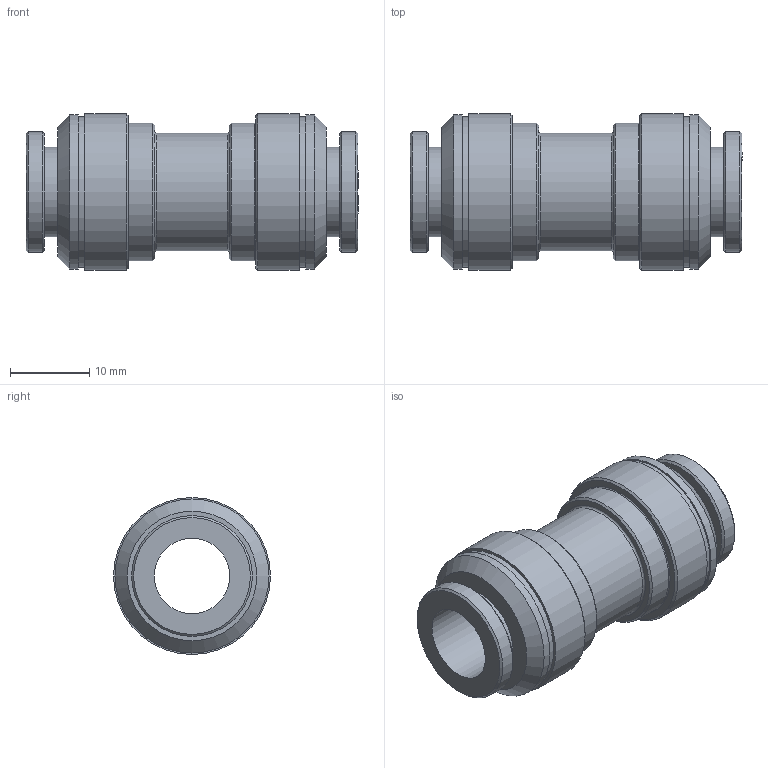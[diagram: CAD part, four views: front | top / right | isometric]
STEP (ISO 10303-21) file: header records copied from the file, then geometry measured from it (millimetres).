
FILE_DESCRIPTION(/* description */ (''),/* implementation_level */ '2;1');
FILE_NAME(/* name */ '0.375_PushCoupling.step',/* time_stamp */ '2021-05-01T16:26:53+06:00',/* author */ (''),/* organization */ (''),/* preprocessor_version */ 'ST-DEVELOPER v18.1',/* originating_system */ 'Autodesk Translation Framework v9.7.1.1290',/* authorisation */ '');
FILE_SCHEMA (('AUTOMOTIVE_DESIGN { 1 0 10303 214 3 1 1 }'));
Length unit declared in the file: inch
Products named in the file (1): 3/8PushCoupling (1)
Bounding box: 41.91 x 19.81 x 19.81 mm (x, y, z)
Volume: 6651.4 mm3; surface area: 4419.7 mm2
Topology: 1 solids, 1 shells, 42 faces, 74 edges, 46 vertices
Faces by surface type: cylinder 14, plane 14, cone 10, torus 4
Full cylindrical faces by diameter (mm): 9.525 x1, 11.328 x2, 14.859 x1, 15.25 x2, 17.335 x2, 19.072 x2, 19.442 x2, 19.812 x2
Entity records: 1067 total; most frequent: DIRECTION 210, CARTESIAN_POINT 163, ORIENTED_EDGE 148, AXIS2_PLACEMENT_3D 93, EDGE_CURVE 74, EDGE_LOOP 56, CIRCLE 50, VERTEX_POINT 46
